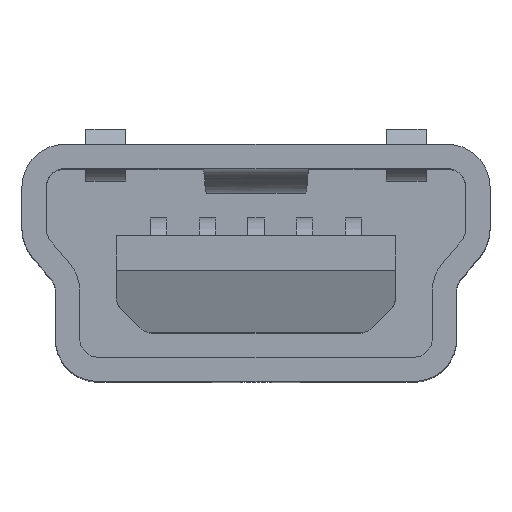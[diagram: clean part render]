
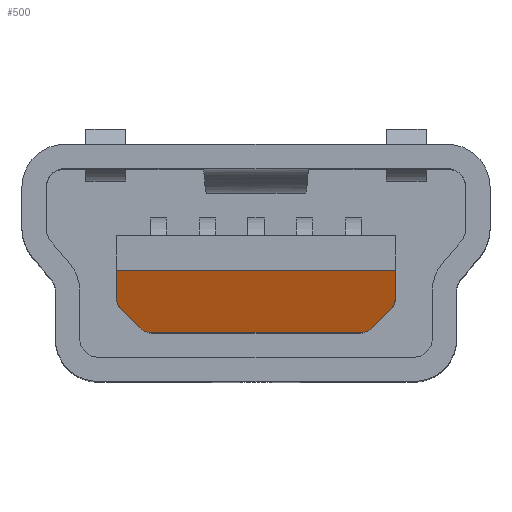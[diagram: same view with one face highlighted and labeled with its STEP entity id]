
A CAD part, top view. The second image highlights one B-rep face of the part: STEP entity #500.
In plain terms, the highlighted planar face has unit normal (0, -0.342, 0.94).
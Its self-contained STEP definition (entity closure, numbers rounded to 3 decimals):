
#3 = EDGE_CURVE ( 'NONE', #164, #155, #2347, .T. ) ;
#6 = VERTEX_POINT ( 'NONE', #2339 ) ;
#9 = VERTEX_POINT ( 'NONE', #2338 ) ;
#18 = VERTEX_POINT ( 'NONE', #2454 ) ;
#20 = EDGE_CURVE ( 'NONE', #18, #146, #2453, .T. ) ;
#146 = VERTEX_POINT ( 'NONE', #2293 ) ;
#148 = EDGE_CURVE ( 'NONE', #146, #6, #2291, .T. ) ;
#150 = VERTEX_POINT ( 'NONE', #2292 ) ;
#152 = EDGE_CURVE ( 'NONE', #150, #9, #2286, .T. ) ;
#155 = VERTEX_POINT ( 'NONE', #2563 ) ;
#157 = EDGE_CURVE ( 'NONE', #155, #18, #2654, .T. ) ;
#164 = VERTEX_POINT ( 'NONE', #2650 ) ;
#171 = EDGE_CURVE ( 'NONE', #196, #150, #2637, .T. ) ;
#178 = VERTEX_POINT ( 'NONE', #2480 ) ;
#180 = EDGE_CURVE ( 'NONE', #178, #196, #2479, .T. ) ;
#182 = EDGE_CURVE ( 'NONE', #6, #588, #2475, .T. ) ;
#196 = VERTEX_POINT ( 'NONE', #2670 ) ;
#497 = EDGE_CURVE ( 'NONE', #9, #164, #2926, .T. ) ;
#500 = ADVANCED_FACE ( 'NONE', ( #2922 ), #2921, .T. ) ;
#501 = EDGE_LOOP ( 'NONE', ( #502, #503, #573, #574, #575, #576, #577, #578, #579, #580 ) ) ;
#502 = ORIENTED_EDGE ( 'NONE', *, *, #590, .F. ) ;
#503 = ORIENTED_EDGE ( 'NONE', *, *, #182, .F. ) ;
#573 = ORIENTED_EDGE ( 'NONE', *, *, #148, .F. ) ;
#574 = ORIENTED_EDGE ( 'NONE', *, *, #20, .F. ) ;
#575 = ORIENTED_EDGE ( 'NONE', *, *, #157, .F. ) ;
#576 = ORIENTED_EDGE ( 'NONE', *, *, #3, .F. ) ;
#577 = ORIENTED_EDGE ( 'NONE', *, *, #497, .F. ) ;
#578 = ORIENTED_EDGE ( 'NONE', *, *, #152, .F. ) ;
#579 = ORIENTED_EDGE ( 'NONE', *, *, #171, .F. ) ;
#580 = ORIENTED_EDGE ( 'NONE', *, *, #180, .F. ) ;
#588 = VERTEX_POINT ( 'NONE', #3051 ) ;
#590 = EDGE_CURVE ( 'NONE', #588, #178, #3004, .T. ) ;
#2283 = DIRECTION ( 'NONE',  ( 0., 0.94, 0.342 ) ) ;
#2284 = VECTOR ( 'NONE', #2283, 1000. ) ;
#2285 = CARTESIAN_POINT ( 'NONE',  ( -2.3, 1.83, 7.35 ) ) ;
#2286 = LINE ( 'NONE', #2285, #2284 ) ;
#2287 = CARTESIAN_POINT ( 'NONE',  ( 1.7, 0.8, 6.975 ) ) ;
#2288 = CARTESIAN_POINT ( 'NONE',  ( 1.781, 0.8, 6.975 ) ) ;
#2289 = CARTESIAN_POINT ( 'NONE',  ( 1.855, 0.831, 6.986 ) ) ;
#2290 = CARTESIAN_POINT ( 'NONE',  ( 1.912, 0.888, 7.007 ) ) ;
#2291 =( BOUNDED_CURVE ( )  B_SPLINE_CURVE ( 3, ( #2290, #2289, #2288, #2287 ),
 .UNSPECIFIED., .F., .T. ) 
 B_SPLINE_CURVE_WITH_KNOTS ( ( 4, 4 ),
 ( 5.498, 6.283 ),
 .UNSPECIFIED. ) 
 CURVE ( )  GEOMETRIC_REPRESENTATION_ITEM ( )  RATIONAL_B_SPLINE_CURVE ( ( 1., 0.949, 0.949, 1. ) ) 
 REPRESENTATION_ITEM ( '' )  );
#2292 = CARTESIAN_POINT ( 'NONE',  ( -2.3, 1.4, 7.193 ) ) ;
#2293 = CARTESIAN_POINT ( 'NONE',  ( 1.912, 0.888, 7.007 ) ) ;
#2338 = CARTESIAN_POINT ( 'NONE',  ( -2.3, 1.83, 7.35 ) ) ;
#2339 = CARTESIAN_POINT ( 'NONE',  ( 1.7, 0.8, 6.975 ) ) ;
#2344 = DIRECTION ( 'NONE',  ( 0., -0.94, -0.342 ) ) ;
#2345 = VECTOR ( 'NONE', #2344, 1000. ) ;
#2346 = CARTESIAN_POINT ( 'NONE',  ( 2.3, 1.83, 7.35 ) ) ;
#2347 = LINE ( 'NONE', #2346, #2345 ) ;
#2450 = DIRECTION ( 'NONE',  ( -0.685, -0.685, -0.249 ) ) ;
#2451 = VECTOR ( 'NONE', #2450, 1000. ) ;
#2452 = CARTESIAN_POINT ( 'NONE',  ( 0.578, -0.446, 6.521 ) ) ;
#2453 = LINE ( 'NONE', #2452, #2451 ) ;
#2454 = CARTESIAN_POINT ( 'NONE',  ( 2.212, 1.188, 7.116 ) ) ;
#2472 = DIRECTION ( 'NONE',  ( -1., 0., 0. ) ) ;
#2473 = VECTOR ( 'NONE', #2472, 1000. ) ;
#2474 = CARTESIAN_POINT ( 'NONE',  ( -1.7, 0.8, 6.975 ) ) ;
#2475 = LINE ( 'NONE', #2474, #2473 ) ;
#2476 = DIRECTION ( 'NONE',  ( -0.685, 0.685, 0.249 ) ) ;
#2477 = VECTOR ( 'NONE', #2476, 1000. ) ;
#2478 = CARTESIAN_POINT ( 'NONE',  ( -2.454, 1.429, 7.204 ) ) ;
#2479 = LINE ( 'NONE', #2478, #2477 ) ;
#2480 = CARTESIAN_POINT ( 'NONE',  ( -1.912, 0.888, 7.007 ) ) ;
#2489 = CARTESIAN_POINT ( 'NONE',  ( -2.3, 1.4, 7.193 ) ) ;
#2490 = CARTESIAN_POINT ( 'NONE',  ( -2.3, 1.319, 7.164 ) ) ;
#2491 = CARTESIAN_POINT ( 'NONE',  ( -2.269, 1.245, 7.137 ) ) ;
#2492 = CARTESIAN_POINT ( 'NONE',  ( -2.212, 1.188, 7.116 ) ) ;
#2559 = CARTESIAN_POINT ( 'NONE',  ( 2.212, 1.188, 7.116 ) ) ;
#2560 = CARTESIAN_POINT ( 'NONE',  ( 2.269, 1.245, 7.137 ) ) ;
#2561 = CARTESIAN_POINT ( 'NONE',  ( 2.3, 1.319, 7.164 ) ) ;
#2562 = CARTESIAN_POINT ( 'NONE',  ( 2.3, 1.4, 7.193 ) ) ;
#2563 = CARTESIAN_POINT ( 'NONE',  ( 2.3, 1.4, 7.193 ) ) ;
#2637 =( BOUNDED_CURVE ( )  B_SPLINE_CURVE ( 3, ( #2492, #2491, #2490, #2489 ),
 .UNSPECIFIED., .F., .T. ) 
 B_SPLINE_CURVE_WITH_KNOTS ( ( 4, 4 ),
 ( 0.785, 1.571 ),
 .UNSPECIFIED. ) 
 CURVE ( )  GEOMETRIC_REPRESENTATION_ITEM ( )  RATIONAL_B_SPLINE_CURVE ( ( 1., 0.949, 0.949, 1. ) ) 
 REPRESENTATION_ITEM ( '' )  );
#2650 = CARTESIAN_POINT ( 'NONE',  ( 2.3, 1.83, 7.35 ) ) ;
#2654 =( BOUNDED_CURVE ( )  B_SPLINE_CURVE ( 3, ( #2562, #2561, #2560, #2559 ),
 .UNSPECIFIED., .F., .T. ) 
 B_SPLINE_CURVE_WITH_KNOTS ( ( 4, 4 ),
 ( 4.712, 5.498 ),
 .UNSPECIFIED. ) 
 CURVE ( )  GEOMETRIC_REPRESENTATION_ITEM ( )  RATIONAL_B_SPLINE_CURVE ( ( 1., 0.949, 0.949, 1. ) ) 
 REPRESENTATION_ITEM ( '' )  );
#2670 = CARTESIAN_POINT ( 'NONE',  ( -2.212, 1.188, 7.116 ) ) ;
#2917 = DIRECTION ( 'NONE',  ( 0., -0.94, -0.342 ) ) ;
#2918 = DIRECTION ( 'NONE',  ( 0., -0.342, 0.94 ) ) ;
#2919 = CARTESIAN_POINT ( 'NONE',  ( -2., 1.83, 7.35 ) ) ;
#2920 = AXIS2_PLACEMENT_3D ( 'NONE', #2919, #2918, #2917 ) ;
#2921 = PLANE ( 'NONE',  #2920 ) ;
#2922 = FACE_OUTER_BOUND ( 'NONE', #501, .T. ) ;
#2923 = DIRECTION ( 'NONE',  ( 1., 0., 0. ) ) ;
#2924 = VECTOR ( 'NONE', #2923, 1000. ) ;
#2925 = CARTESIAN_POINT ( 'NONE',  ( 1.7, 1.83, 7.35 ) ) ;
#2926 = LINE ( 'NONE', #2925, #2924 ) ;
#2976 = CARTESIAN_POINT ( 'NONE',  ( -1.912, 0.888, 7.007 ) ) ;
#3001 = CARTESIAN_POINT ( 'NONE',  ( -1.855, 0.831, 6.986 ) ) ;
#3002 = CARTESIAN_POINT ( 'NONE',  ( -1.781, 0.8, 6.975 ) ) ;
#3003 = CARTESIAN_POINT ( 'NONE',  ( -1.7, 0.8, 6.975 ) ) ;
#3004 =( BOUNDED_CURVE ( )  B_SPLINE_CURVE ( 3, ( #3003, #3002, #3001, #2976 ),
 .UNSPECIFIED., .F., .T. ) 
 B_SPLINE_CURVE_WITH_KNOTS ( ( 4, 4 ),
 ( 0., 0.785 ),
 .UNSPECIFIED. ) 
 CURVE ( )  GEOMETRIC_REPRESENTATION_ITEM ( )  RATIONAL_B_SPLINE_CURVE ( ( 1., 0.949, 0.949, 1. ) ) 
 REPRESENTATION_ITEM ( '' )  );
#3051 = CARTESIAN_POINT ( 'NONE',  ( -1.7, 0.8, 6.975 ) ) ;
